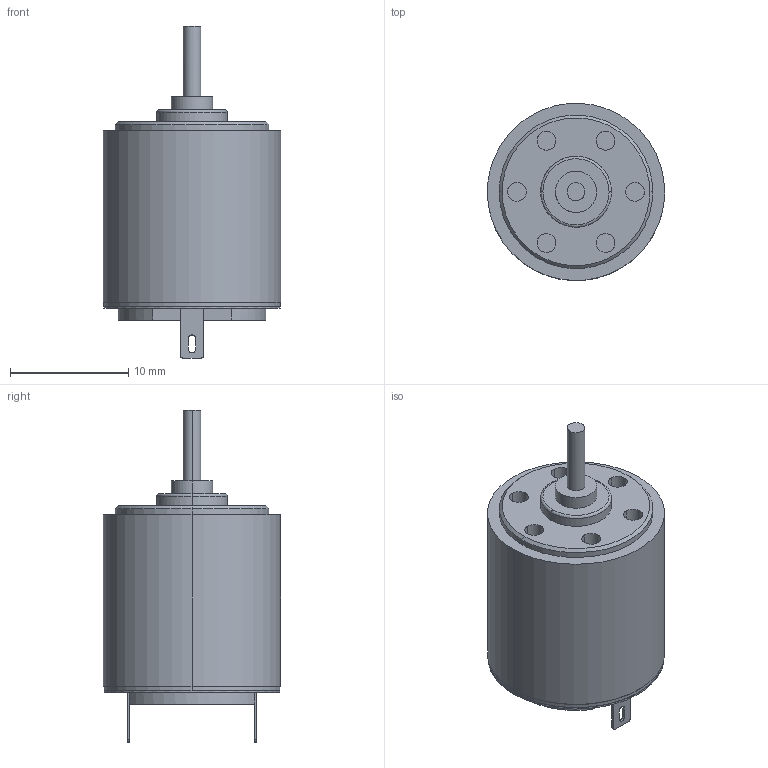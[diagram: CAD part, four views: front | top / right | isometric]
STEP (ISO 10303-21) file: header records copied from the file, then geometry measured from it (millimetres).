
FILE_DESCRIPTION(/* description */ (''),/* implementation_level */ '2;1');
FILE_NAME(/* name */ '1516_SR',/* time_stamp */ '2013-10-03T16:35:37+02:00',/* author */ (''),/* organization */ (''),/* preprocessor_version */ 'ST-DEVELOPER v10',/* originating_system */ '',/* authorisation */ '');
FILE_SCHEMA (('CONFIG_CONTROL_DESIGN'));
Length unit declared in the file: millimetre
Products named in the file (1): 1
Bounding box: 15 x 14.99 x 28.1 mm (x, y, z)
Volume: 2912.2 mm3; surface area: 1272.2 mm2
Topology: 1 solids, 1 shells, 94 faces, 220 edges, 144 vertices
Faces by surface type: bspline 94
Entity records: 2862 total; most frequent: CARTESIAN_POINT 1457, ORIENTED_EDGE 440, EDGE_CURVE 220, VERTEX_POINT 144, B_SPLINE_CURVE_WITH_KNOTS 138, EDGE_LOOP 114, ADVANCED_FACE 94, FACE_OUTER_BOUND 94
